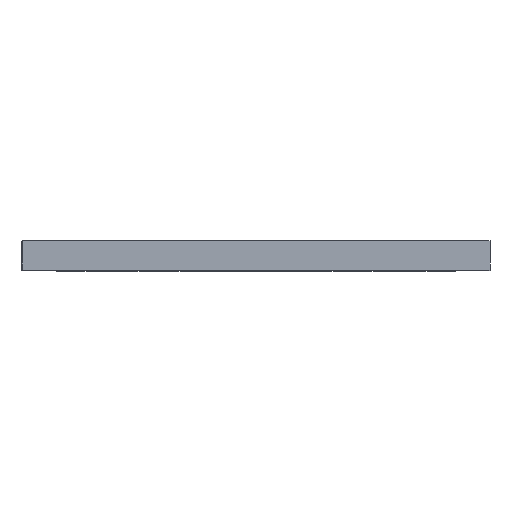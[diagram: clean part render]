
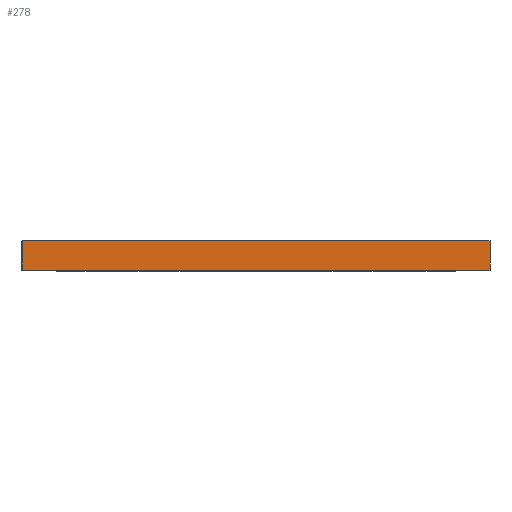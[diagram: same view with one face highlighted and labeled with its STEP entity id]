
A CAD part, top view. The second image highlights one B-rep face of the part: STEP entity #278.
In plain terms, the highlighted planar face has unit normal (0, 0, 1).
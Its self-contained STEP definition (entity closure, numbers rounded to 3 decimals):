
#35 = CARTESIAN_POINT ( 'NONE',  ( -20., 1.25, 36. ) ) ;
#74 = CARTESIAN_POINT ( 'NONE',  ( -20., -1.25, 36. ) ) ;
#88 = VECTOR ( 'NONE', #189, 1000. ) ;
#116 = EDGE_CURVE ( 'NONE', #591, #1120, #263, .T. ) ;
#118 = CARTESIAN_POINT ( 'NONE',  ( 0., 1.25, 36. ) ) ;
#185 = VECTOR ( 'NONE', #373, 1000. ) ;
#189 = DIRECTION ( 'NONE',  ( 0., 1., 0. ) ) ;
#263 = LINE ( 'NONE', #1422, #88 ) ;
#274 = CARTESIAN_POINT ( 'NONE',  ( 0., -1.25, 36. ) ) ;
#278 = ADVANCED_FACE ( 'NONE', ( #1690 ), #546, .T. ) ;
#373 = DIRECTION ( 'NONE',  ( 0., 1., 0. ) ) ;
#472 = ORIENTED_EDGE ( 'NONE', *, *, #1432, .F. ) ;
#546 = PLANE ( 'NONE',  #720 ) ;
#591 = VERTEX_POINT ( 'NONE', #803 ) ;
#720 = AXIS2_PLACEMENT_3D ( 'NONE', #1170, #1637, #1024 ) ;
#727 = VERTEX_POINT ( 'NONE', #35 ) ;
#749 = EDGE_LOOP ( 'NONE', ( #773, #472, #1943, #1739 ) ) ;
#765 = LINE ( 'NONE', #74, #185 ) ;
#773 = ORIENTED_EDGE ( 'NONE', *, *, #953, .F. ) ;
#779 = CARTESIAN_POINT ( 'NONE',  ( 20., 1.25, 36. ) ) ;
#793 = LINE ( 'NONE', #274, #1643 ) ;
#803 = CARTESIAN_POINT ( 'NONE',  ( 20., -1.25, 36. ) ) ;
#851 = LINE ( 'NONE', #118, #1631 ) ;
#953 = EDGE_CURVE ( 'NONE', #727, #1120, #851, .T. ) ;
#1024 = DIRECTION ( 'NONE',  ( 1., 0., 0. ) ) ;
#1120 = VERTEX_POINT ( 'NONE', #779 ) ;
#1170 = CARTESIAN_POINT ( 'NONE',  ( 0., -1.25, 36. ) ) ;
#1329 = DIRECTION ( 'NONE',  ( 1., 0., 0. ) ) ;
#1419 = VERTEX_POINT ( 'NONE', #1770 ) ;
#1422 = CARTESIAN_POINT ( 'NONE',  ( 20., -1.25, 36. ) ) ;
#1432 = EDGE_CURVE ( 'NONE', #1419, #727, #765, .T. ) ;
#1563 = EDGE_CURVE ( 'NONE', #1419, #591, #793, .T. ) ;
#1631 = VECTOR ( 'NONE', #1820, 1000. ) ;
#1637 = DIRECTION ( 'NONE',  ( 0., 0., 1. ) ) ;
#1643 = VECTOR ( 'NONE', #1329, 1000. ) ;
#1690 = FACE_OUTER_BOUND ( 'NONE', #749, .T. ) ;
#1739 = ORIENTED_EDGE ( 'NONE', *, *, #116, .T. ) ;
#1770 = CARTESIAN_POINT ( 'NONE',  ( -20., -1.25, 36. ) ) ;
#1820 = DIRECTION ( 'NONE',  ( 1., 0., 0. ) ) ;
#1943 = ORIENTED_EDGE ( 'NONE', *, *, #1563, .T. ) ;
